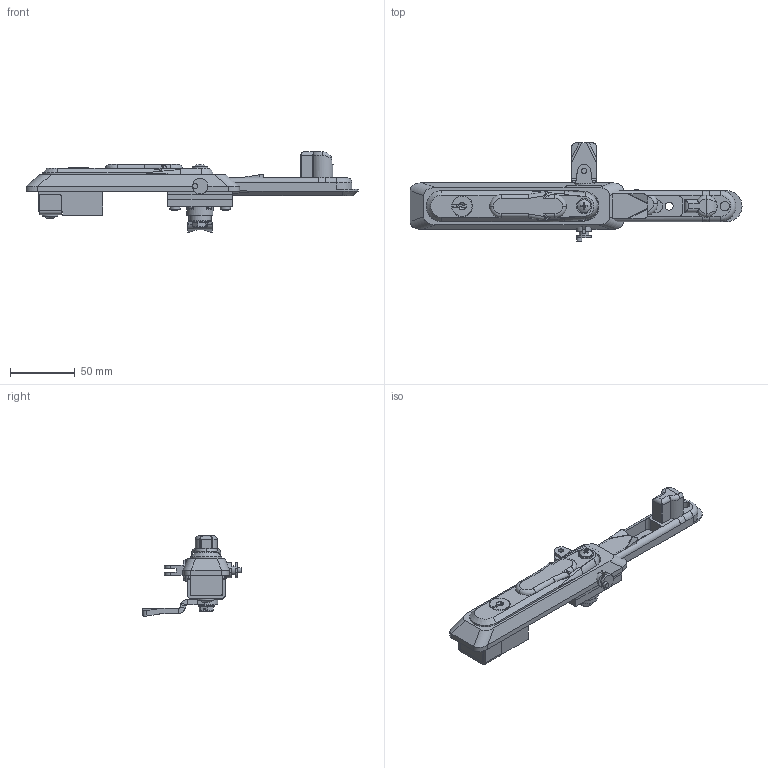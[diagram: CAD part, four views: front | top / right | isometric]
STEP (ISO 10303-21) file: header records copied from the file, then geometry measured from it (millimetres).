
FILE_DESCRIPTION( ( 'STEP AP203' ), '1' );
FILE_NAME( ' ', ' ', ( ' ' ), ( ' ' ), 'PSStep 10.0', ' ', ' ' );
FILE_SCHEMA( ( 'CONFIG_CONTROL_DESIGN' ) );
Length unit declared in the file: millimetre
Products named in the file (13): Assem1; 1; 2; 3; 4; 5; 6; 7; 8; 9; 10; 11; 12
Bounding box: 256.5 x 76 x 62.1 mm (x, y, z)
Volume: 194663.6 mm3; surface area: 125596.3 mm2
Topology: 25 solids, 25 shells, 1719 faces, 5365 edges, 3726 vertices
Faces by surface type: plane 1064, cylinder 412, bspline 130, torus 50, cone 42, sphere 13, extrusion 8
Full cylindrical faces by diameter (mm): 2.75 x24, 3.8 x4, 4 x2, 4.2 x10, 4.5 x4, 5.1 x2, 5.5 x2, 6 x4, 6.2 x2, 7 x2, 7.2 x2, 8 x5, 9.8 x2, 10 x6, 11.8 x2, 12 x2, 12.2 x4, 12.5 x2, 15.8 x4, 16 x4, 16.2 x2, 20.7 x2, 21 x2, 22.5 x2
Entity records: 34991 total; most frequent: CARTESIAN_POINT 12599, ORIENTED_EDGE 4848, DIRECTION 4155, EDGE_CURVE 2424, VERTEX_POINT 1694, AXIS2_PLACEMENT_3D 1439, VECTOR 1277, LINE 1273
